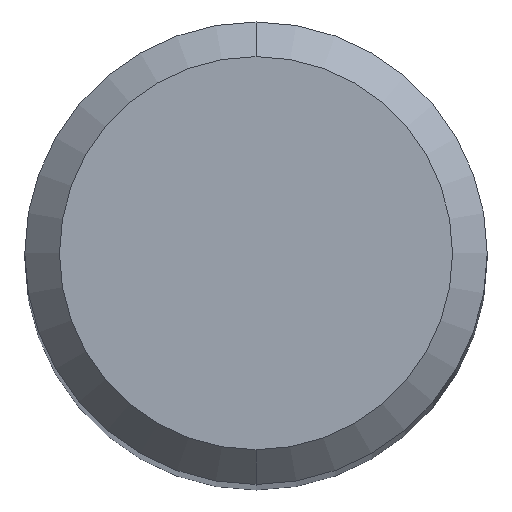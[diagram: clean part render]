
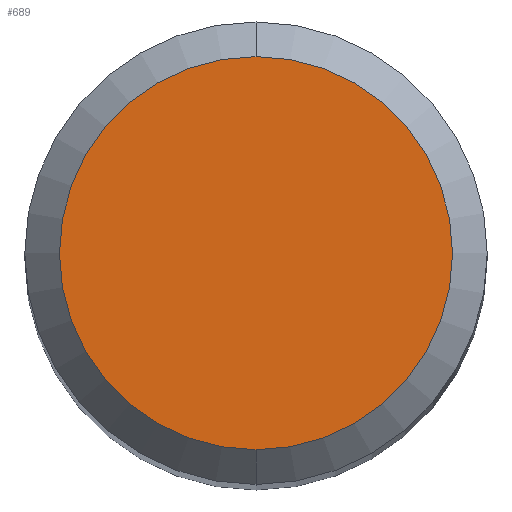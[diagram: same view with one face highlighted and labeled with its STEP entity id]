
A CAD part, top view. The second image highlights one B-rep face of the part: STEP entity #689.
In plain terms, the highlighted planar face has unit normal (0, 0, 1).
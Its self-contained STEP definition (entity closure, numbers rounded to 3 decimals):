
#397=VERTEX_POINT('',#1063);
#577=EDGE_CURVE('',#397,#807,#1261,.T.);
#689=ADVANCED_FACE('',(#1386),#1387,.T.);
#751=EDGE_CURVE('',#807,#397,#1451,.T.);
#807=VERTEX_POINT('',#1511);
#1063=CARTESIAN_POINT('',(0.0,1.7,0.0));
#1261=CIRCLE('',#2900,1.7);
#1386=FACE_OUTER_BOUND('',#3310,.T.);
#1387=PLANE('',#3311);
#1451=CIRCLE('',#3478,1.7);
#1511=CARTESIAN_POINT('',(0.,-1.7,0.0));
#2900=AXIS2_PLACEMENT_3D('',#4788,#4789,#4790);
#3310=EDGE_LOOP('',(#4954,#4955));
#3311=AXIS2_PLACEMENT_3D('',#4956,#4957,#4958);
#3478=AXIS2_PLACEMENT_3D('',#5004,#5005,#5006);
#4788=CARTESIAN_POINT('',(0.0,0.0,0.0));
#4789=DIRECTION('',(0.0,0.0,-1.0));
#4790=DIRECTION('',(0.0,1.0,0.0));
#4954=ORIENTED_EDGE('',*,*,#577,.F.);
#4955=ORIENTED_EDGE('',*,*,#751,.F.);
#4956=CARTESIAN_POINT('',(0.0,0.85,0.0));
#4957=DIRECTION('',(-0.0,0.0,1.0));
#4958=DIRECTION('',(0.0,-1.0,0.0));
#5004=CARTESIAN_POINT('',(0.0,0.0,0.0));
#5005=DIRECTION('',(0.0,0.0,-1.0));
#5006=DIRECTION('',(0.0,1.0,0.0));
